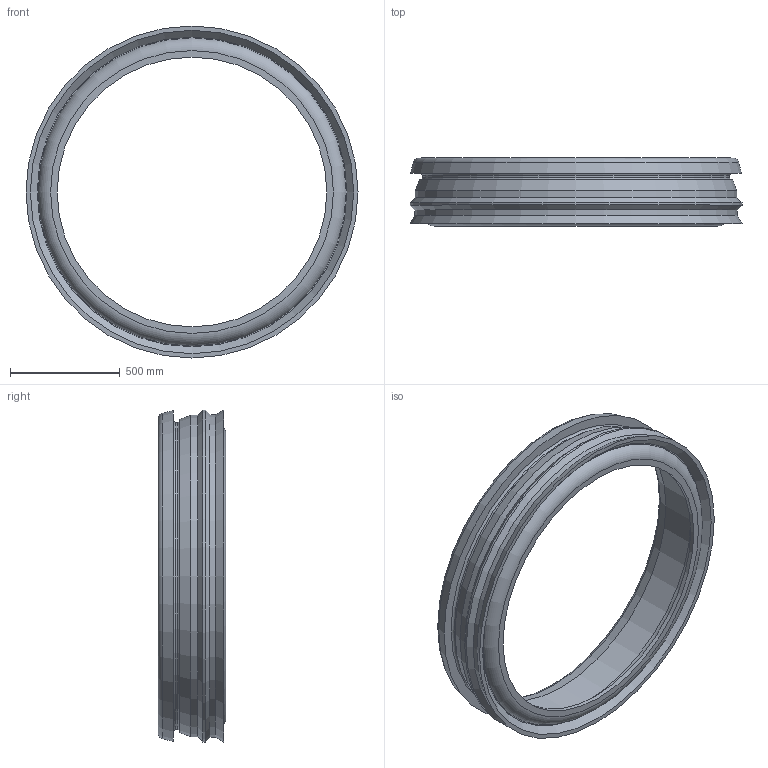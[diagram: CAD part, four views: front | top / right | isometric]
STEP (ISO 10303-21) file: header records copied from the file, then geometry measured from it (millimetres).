
FILE_DESCRIPTION(/* description */ (''),/* implementation_level */ '2;1');
FILE_NAME(/* name */ '09114.125X_3D.stp',/* time_stamp */ '2024-12-11T14:21:26+01:00',/* author */ ('CAD'),/* organization */ (''),/* preprocessor_version */ 'ST-DEVELOPER v20',/* originating_system */ 'AutoCAD Mechanical',/* authorisation */ '');
FILE_SCHEMA (('AUTOMOTIVE_DESIGN { 1 0 10303 214 3 1 1 }'));
Length unit declared in the file: centimetre
Products named in the file (2): Product; *S0
Assembly tree (1 placements, depth 2):
  Product
    *S0
Bounding box: 1514 x 310 x 1514 mm (x, y, z)
Volume: 81283671 mm3; surface area: 4141178.9 mm2
Topology: 1 solids, 1 shells, 24 faces, 49 edges, 30 vertices
Faces by surface type: cone 7, torus 6, cylinder 6, plane 5
Full cylindrical faces by diameter (mm): 1230 x1, 1350 x1, 1400 x1, 1466 x1, 1470 x1, 1514 x1
Entity records: 692 total; most frequent: DIRECTION 139, CARTESIAN_POINT 106, ORIENTED_EDGE 98, AXIS2_PLACEMENT_3D 63, EDGE_CURVE 49, CIRCLE 36, VERTEX_POINT 30, EDGE_LOOP 29
